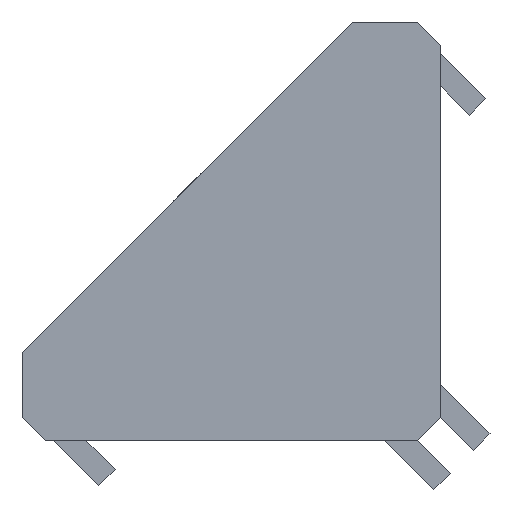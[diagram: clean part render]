
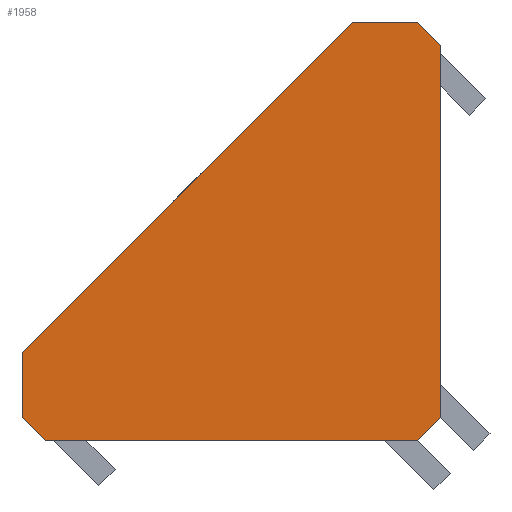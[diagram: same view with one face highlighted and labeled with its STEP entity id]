
A CAD part, left-side view. The second image highlights one B-rep face of the part: STEP entity #1958.
In plain terms, the highlighted planar face has unit normal (-1, 0, 0).
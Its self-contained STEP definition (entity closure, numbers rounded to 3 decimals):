
#63 = VERTEX_POINT ( 'NONE', #3595 ) ;
#86 = EDGE_CURVE ( 'NONE', #996, #1738, #173, .T. ) ;
#108 = EDGE_LOOP ( 'NONE', ( #1835, #1435, #3308, #1484, #2007, #1886, #249, #3876 ) ) ;
#173 = LINE ( 'NONE', #706, #1668 ) ;
#178 = VECTOR ( 'NONE', #2700, 1000. ) ;
#180 = LINE ( 'NONE', #1454, #1672 ) ;
#249 = ORIENTED_EDGE ( 'NONE', *, *, #2928, .F. ) ;
#294 = CARTESIAN_POINT ( 'NONE',  ( -9., -9., 8. ) ) ;
#307 = CARTESIAN_POINT ( 'NONE',  ( -9., -5.2, 9. ) ) ;
#320 = DIRECTION ( 'NONE',  ( 0., 0., -1. ) ) ;
#324 = CARTESIAN_POINT ( 'NONE',  ( -9., 9., -8. ) ) ;
#326 = VECTOR ( 'NONE', #3018, 1000. ) ;
#466 = VERTEX_POINT ( 'NONE', #1084 ) ;
#503 = EDGE_CURVE ( 'NONE', #2793, #2759, #2963, .T. ) ;
#683 = CARTESIAN_POINT ( 'NONE',  ( -9., -8., -9. ) ) ;
#706 = CARTESIAN_POINT ( 'NONE',  ( -9., -5.2, 9. ) ) ;
#912 = FACE_OUTER_BOUND ( 'NONE', #108, .T. ) ;
#986 = DIRECTION ( 'NONE',  ( 0., 0., 1. ) ) ;
#992 = EDGE_CURVE ( 'NONE', #1030, #2759, #2467, .T. ) ;
#996 = VERTEX_POINT ( 'NONE', #307 ) ;
#998 = EDGE_CURVE ( 'NONE', #1030, #1738, #180, .T. ) ;
#1030 = VERTEX_POINT ( 'NONE', #294 ) ;
#1042 = CARTESIAN_POINT ( 'NONE',  ( -9., -8., -9. ) ) ;
#1084 = CARTESIAN_POINT ( 'NONE',  ( -9., 9., -8. ) ) ;
#1118 = VECTOR ( 'NONE', #986, 1000. ) ;
#1128 = EDGE_CURVE ( 'NONE', #63, #996, #1287, .T. ) ;
#1287 = LINE ( 'NONE', #2725, #326 ) ;
#1435 = ORIENTED_EDGE ( 'NONE', *, *, #503, .T. ) ;
#1454 = CARTESIAN_POINT ( 'NONE',  ( -9., -9., 8. ) ) ;
#1455 = PLANE ( 'NONE',  #1661 ) ;
#1482 = CARTESIAN_POINT ( 'NONE',  ( -9., -9., -9. ) ) ;
#1484 = ORIENTED_EDGE ( 'NONE', *, *, #998, .T. ) ;
#1577 = CARTESIAN_POINT ( 'NONE',  ( -9., 9., -9. ) ) ;
#1661 = AXIS2_PLACEMENT_3D ( 'NONE', #3547, #2092, #320 ) ;
#1668 = VECTOR ( 'NONE', #2472, 1000. ) ;
#1672 = VECTOR ( 'NONE', #2366, 1000. ) ;
#1738 = VERTEX_POINT ( 'NONE', #1872 ) ;
#1784 = DIRECTION ( 'NONE',  ( 0., 0., -1. ) ) ;
#1835 = ORIENTED_EDGE ( 'NONE', *, *, #3467, .F. ) ;
#1860 = LINE ( 'NONE', #324, #178 ) ;
#1872 = CARTESIAN_POINT ( 'NONE',  ( -9., -8., 9. ) ) ;
#1886 = ORIENTED_EDGE ( 'NONE', *, *, #1128, .F. ) ;
#1944 = VECTOR ( 'NONE', #2085, 1000. ) ;
#1958 = ADVANCED_FACE ( 'NONE', ( #912 ), #1455, .F. ) ;
#2007 = ORIENTED_EDGE ( 'NONE', *, *, #86, .F. ) ;
#2085 = DIRECTION ( 'NONE',  ( 0., 1., 0. ) ) ;
#2092 = DIRECTION ( 'NONE',  ( 1., 0., 0. ) ) ;
#2170 = VERTEX_POINT ( 'NONE', #3325 ) ;
#2186 = VECTOR ( 'NONE', #2825, 1000. ) ;
#2366 = DIRECTION ( 'NONE',  ( 0., 0.707, 0.707 ) ) ;
#2467 = LINE ( 'NONE', #3836, #3255 ) ;
#2472 = DIRECTION ( 'NONE',  ( 0., -1., 0. ) ) ;
#2700 = DIRECTION ( 'NONE',  ( 0., -0.707, -0.707 ) ) ;
#2725 = CARTESIAN_POINT ( 'NONE',  ( -9., 9., -5.2 ) ) ;
#2759 = VERTEX_POINT ( 'NONE', #3057 ) ;
#2793 = VERTEX_POINT ( 'NONE', #683 ) ;
#2806 = LINE ( 'NONE', #1577, #1118 ) ;
#2825 = DIRECTION ( 'NONE',  ( 0., -0.707, 0.707 ) ) ;
#2928 = EDGE_CURVE ( 'NONE', #466, #63, #2806, .T. ) ;
#2963 = LINE ( 'NONE', #1042, #2186 ) ;
#3018 = DIRECTION ( 'NONE',  ( 0., -0.707, 0.707 ) ) ;
#3057 = CARTESIAN_POINT ( 'NONE',  ( -9., -9., -8. ) ) ;
#3255 = VECTOR ( 'NONE', #1784, 1000. ) ;
#3308 = ORIENTED_EDGE ( 'NONE', *, *, #992, .F. ) ;
#3325 = CARTESIAN_POINT ( 'NONE',  ( -9., 8., -9. ) ) ;
#3467 = EDGE_CURVE ( 'NONE', #2793, #2170, #3521, .T. ) ;
#3490 = EDGE_CURVE ( 'NONE', #466, #2170, #1860, .T. ) ;
#3521 = LINE ( 'NONE', #1482, #1944 ) ;
#3547 = CARTESIAN_POINT ( 'NONE',  ( -9., 0., 0. ) ) ;
#3595 = CARTESIAN_POINT ( 'NONE',  ( -9., 9., -5.2 ) ) ;
#3836 = CARTESIAN_POINT ( 'NONE',  ( -9., -9., 9. ) ) ;
#3876 = ORIENTED_EDGE ( 'NONE', *, *, #3490, .T. ) ;
